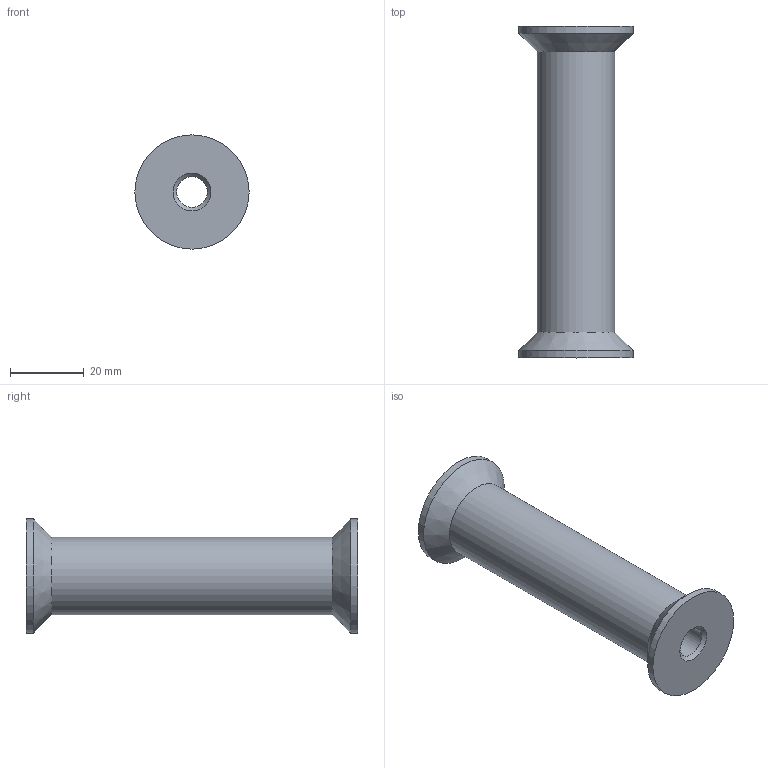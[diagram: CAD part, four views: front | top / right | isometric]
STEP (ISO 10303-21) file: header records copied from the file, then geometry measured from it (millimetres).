
FILE_DESCRIPTION(/* description */ (''),/* implementation_level */ '2;1');
FILE_NAME(/* name */ '02_22__XP__Spool_Holder_Roll___V2.0.step',/* time_stamp */ '2025-04-03T11:32:24+02:00',/* author */ (''),/* organization */ (''),/* preprocessor_version */ 'ST-DEVELOPER v20.1',/* originating_system */ 'Autodesk Translation Framework v14.4.0.0',/* authorisation */ '');
FILE_SCHEMA (('AUTOMOTIVE_DESIGN { 1 0 10303 214 3 1 1 }'));
Length unit declared in the file: millimetre
Products named in the file (1): 02_22__XP__Spool_Holder_Roll___V2.0
Bounding box: 31 x 90 x 31 mm (x, y, z)
Volume: 29819.5 mm3; surface area: 10278.8 mm2
Topology: 1 solids, 1 shells, 10 faces, 18 edges, 10 vertices
Faces by surface type: cylinder 4, cone 4, plane 2
Full cylindrical faces by diameter (mm): 8.3 x1, 21 x1, 31 x2
Entity records: 281 total; most frequent: DIRECTION 50, CARTESIAN_POINT 39, ORIENTED_EDGE 36, AXIS2_PLACEMENT_3D 21, EDGE_CURVE 18, EDGE_LOOP 12, FACE_OUTER_BOUND 10, CIRCLE 10
